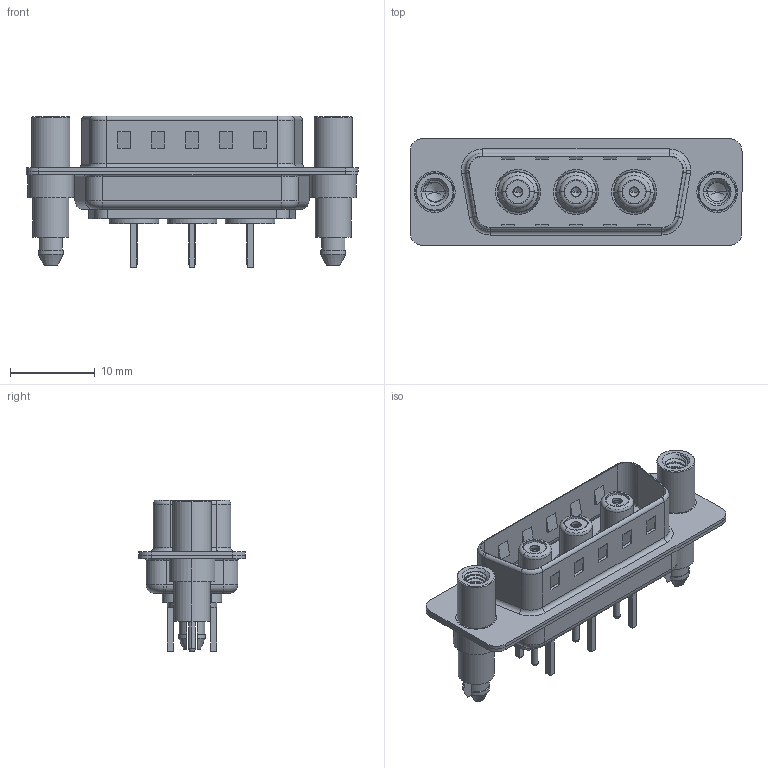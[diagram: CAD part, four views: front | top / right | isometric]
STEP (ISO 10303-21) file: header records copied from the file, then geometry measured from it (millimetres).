
FILE_DESCRIPTION (( 'STEP AP203' ), '1' );
FILE_NAME ('627-3W3-624-7NE.STEP', '2019-05-24T19:11:53', ( '' ), ( '' ), 'SwSTEP 2.0', 'SolidWorks 2016', '' );
FILE_SCHEMA (( 'CONFIG_CONTROL_DESIGN' ));
Length unit declared in the file: millimetre
Products named in the file (12): Insulator Socket 2; Locking Collar; Socket_Str; 627Combo Housing_3W3; Co-Ax Jack Assy_S; 627Combo Shell Rear_15 Contacts; 627Combo Threaded Standoff and Boardlock_6; 627Combo Shell Front_15 Contacts; 627-3W3-624-7NE; 627Combo Threaded Standoff and Boardlock_E; Co-Ax Jack_Straight PC Tail; Insulator Socket
Assembly tree (13 placements, depth 3):
  627-3W3-624-7NE
    627Combo Housing_3W3
    627Combo Shell Rear_15 Contacts
    627Combo Shell Front_15 Contacts
    627Combo Threaded Standoff and Boardlock_E
    Co-Ax Jack Assy_S  x3
      Co-Ax Jack_Straight PC Tail
      Insulator Socket
      Insulator Socket 2
      Locking Collar
      Socket_Str
    627Combo Threaded Standoff and Boardlock_6
Bounding box: 39.15 x 12.6 x 17.9 mm (x, y, z)
Volume: 2247.6 mm3; surface area: 6386 mm2
Topology: 20 solids, 20 shells, 728 faces, 1738 edges, 1091 vertices
Faces by surface type: cylinder 306, plane 298, torus 62, cone 44, bspline 12, sphere 6
Entity records: 18888 total; most frequent: CARTESIAN_POINT 5291, DIRECTION 2658, ORIENTED_EDGE 2508, EDGE_CURVE 1254, AXIS2_PLACEMENT_3D 1003, VERTEX_POINT 795, LINE 652, VECTOR 652
